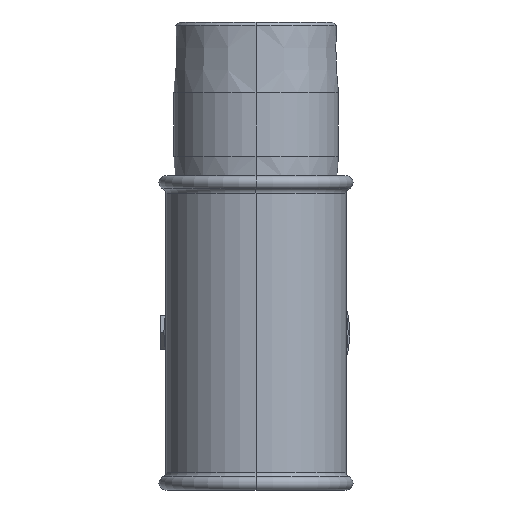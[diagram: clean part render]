
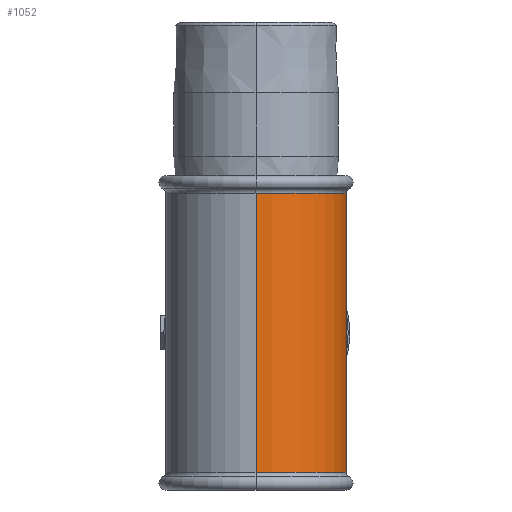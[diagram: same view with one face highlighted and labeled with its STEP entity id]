
A CAD part, front view. The second image highlights one B-rep face of the part: STEP entity #1052.
In plain terms, the highlighted cylindrical face has radius 26.4 mm (diameter 52.8 mm), a partial arc.
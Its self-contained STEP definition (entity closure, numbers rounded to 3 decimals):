
#566=CARTESIAN_POINT('',(0.,26.4,24.95));
#567=CARTESIAN_POINT('',(0.96,26.4,24.95));
#568=CARTESIAN_POINT('',(2.905,26.295,24.826));
#569=CARTESIAN_POINT('',(5.854,25.802,24.242));
#570=CARTESIAN_POINT('',(8.81,24.952,23.228));
#571=CARTESIAN_POINT('',(11.766,23.711,21.731));
#572=CARTESIAN_POINT('',(14.724,22.002,19.629));
#573=CARTESIAN_POINT('',(17.348,19.979,17.05));
#574=CARTESIAN_POINT('',(19.347,18.021,14.414));
#575=CARTESIAN_POINT('',(20.835,16.257,11.849));
#576=CARTESIAN_POINT('',(21.925,14.736,9.374));
#577=CARTESIAN_POINT('',(22.7,13.498,6.997));
#578=CARTESIAN_POINT('',(23.211,12.586,4.736));
#579=CARTESIAN_POINT('',(23.51,12.013,2.589));
#580=CARTESIAN_POINT('',(23.631,11.77,0.502));
#581=CARTESIAN_POINT('',(23.59,11.853,-1.576));
#582=CARTESIAN_POINT('',(23.369,12.289,-3.798));
#583=CARTESIAN_POINT('',(22.903,13.149,-6.237));
#584=CARTESIAN_POINT('',(22.141,14.412,-8.811));
#585=CARTESIAN_POINT('',(21.004,16.046,-11.535));
#586=CARTESIAN_POINT('',(19.365,18.02,-14.422));
#587=CARTESIAN_POINT('',(17.133,20.169,-17.297));
#588=CARTESIAN_POINT('',(14.656,22.025,-19.654));
#589=CARTESIAN_POINT('',(12.208,23.46,-21.424));
#590=CARTESIAN_POINT('',(9.809,24.554,-22.749));
#591=CARTESIAN_POINT('',(7.515,25.343,-23.695));
#592=CARTESIAN_POINT('',(5.375,25.875,-24.329));
#593=CARTESIAN_POINT('',(3.408,26.202,-24.716));
#594=CARTESIAN_POINT('',(1.617,26.369,-24.913));
#595=CARTESIAN_POINT('',(0.521,26.4,-24.95));
#596=CARTESIAN_POINT('',(0.,26.4,-24.95));
#598=CARTESIAN_POINT('',(0.,0.,-40.838));
#599=DIRECTION('',(0.,0.,-1.));
#600=DIRECTION('',(0.,1.,0.));
#601=AXIS2_PLACEMENT_3D('',#598,#599,#600);
#603=CARTESIAN_POINT('',(0.,0.,40.838));
#604=DIRECTION('',(0.,0.,1.));
#605=DIRECTION('',(0.,-1.,0.));
#606=AXIS2_PLACEMENT_3D('',#603,#604,#605);
#618=CARTESIAN_POINT('',(0.,26.4,-24.95));
#648=CARTESIAN_POINT('',(0.,26.4,24.95));
#650=DIRECTION('',(0.,0.,1.));
#651=VECTOR('',#650,15.888);
#652=CARTESIAN_POINT('',(0.,26.4,24.95));
#653=LINE('',#652,#651);
#659=DIRECTION('',(0.,0.,1.));
#660=VECTOR('',#659,81.675);
#661=CARTESIAN_POINT('',(0.,-26.4,-40.838));
#662=LINE('',#661,#660);
#668=DIRECTION('',(0.,0.,1.));
#669=VECTOR('',#668,15.888);
#670=CARTESIAN_POINT('',(0.,26.4,-40.838));
#671=LINE('',#670,#669);
#896=VERTEX_POINT('',#618);
#897=VERTEX_POINT('',#648);
#900=CARTESIAN_POINT('',(0.,-26.4,-40.838));
#901=CARTESIAN_POINT('',(0.,26.4,-40.838));
#902=VERTEX_POINT('',#900);
#903=VERTEX_POINT('',#901);
#908=CARTESIAN_POINT('',(0.,26.4,40.838));
#909=CARTESIAN_POINT('',(0.,-26.4,40.838));
#910=VERTEX_POINT('',#908);
#911=VERTEX_POINT('',#909);
#1034=CARTESIAN_POINT('',(0.,0.,50.6));
#1035=DIRECTION('',(0.,0.,-1.));
#1036=DIRECTION('',(0.,-1.,0.));
#1037=AXIS2_PLACEMENT_3D('',#1034,#1035,#1036);
#1038=CYLINDRICAL_SURFACE('',#1037,26.4);
#1040=ORIENTED_EDGE('',*,*,#1039,.T.);
#1042=ORIENTED_EDGE('',*,*,#1041,.F.);
#1043=ORIENTED_EDGE('',*,*,#1024,.T.);
#1045=ORIENTED_EDGE('',*,*,#1044,.T.);
#1047=ORIENTED_EDGE('',*,*,#1046,.T.);
#1049=ORIENTED_EDGE('',*,*,#1048,.F.);
#1050=EDGE_LOOP('',(#1040,#1042,#1043,#1045,#1047,#1049));
#1051=FACE_OUTER_BOUND('',#1050,.F.);
#1052=ADVANCED_FACE('',(#1051),#1038,.T.);
#597=B_SPLINE_CURVE_WITH_KNOTS('',3,(#566,#567,#568,#569,#570,#571,#572,#573,
#574,#575,#576,#577,#578,#579,#580,#581,#582,#583,#584,#585,#586,#587,#588,#589,
#590,#591,#592,#593,#594,#595,#596),.UNSPECIFIED.,.F.,.F.,(4,1,1,1,1,1,1,1,1,1,
1,1,1,1,1,1,1,1,1,1,1,1,1,1,1,1,1,1,4),(0.,0.036,
0.071,0.107,0.143,0.179,
0.214,0.25,0.286,0.321,0.357,
0.393,0.429,0.464,0.5,0.536,
0.571,0.607,0.643,0.679,
0.714,0.75,0.786,0.821,0.857,
0.893,0.929,0.964,1.),.UNSPECIFIED.);
#602=CIRCLE('',#601,26.4);
#607=CIRCLE('',#606,26.4);
#1024=EDGE_CURVE('',#903,#902,#602,.T.);
#1039=EDGE_CURVE('',#897,#896,#597,.T.);
#1041=EDGE_CURVE('',#903,#896,#671,.T.);
#1044=EDGE_CURVE('',#902,#911,#662,.T.);
#1046=EDGE_CURVE('',#911,#910,#607,.T.);
#1048=EDGE_CURVE('',#897,#910,#653,.T.);
